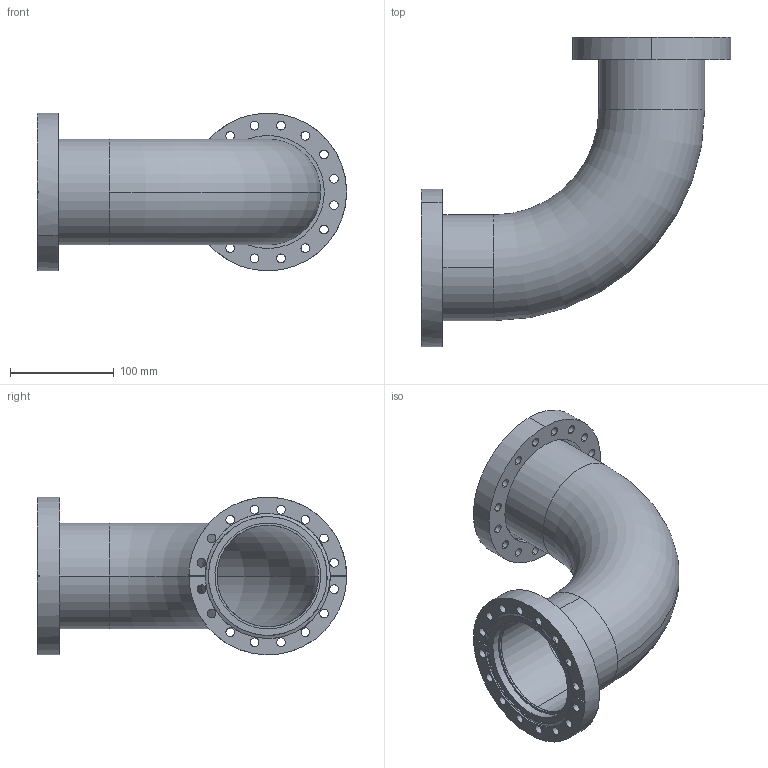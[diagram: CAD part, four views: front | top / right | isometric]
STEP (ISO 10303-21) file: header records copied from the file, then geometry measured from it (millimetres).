
FILE_DESCRIPTION (( 'STEP AP214' ), '1' );
FILE_NAME ('WT-CF100.STEP', '2024-09-14T08:18:59', ( '' ), ( '' ), 'SwSTEP 2.0', 'SolidWorks 2020', '' );
FILE_SCHEMA (( 'AUTOMOTIVE_DESIGN' ));
Length unit declared in the file: millimetre
Products named in the file (4): CF100魂杶楊擘; WT-CF100; 錨璃CF100; 100俔奪
Assembly tree (3 placements, depth 2):
  WT-CF100
    100俔奪
    CF100魂杶楊擘
    錨璃CF100
Bounding box: 298 x 298.1 x 152 mm (x, y, z)
Volume: 586809.4 mm3; surface area: 330019.4 mm2
Topology: 4 solids, 4 shells, 136 faces, 360 edges, 236 vertices
Faces by surface type: cylinder 98, plane 26, cone 8, torus 4
Entity records: 4819 total; most frequent: DIRECTION 864, CARTESIAN_POINT 750, ORIENTED_EDGE 720, AXIS2_PLACEMENT_3D 366, EDGE_CURVE 360, VERTEX_POINT 236, CIRCLE 224, EDGE_LOOP 212
